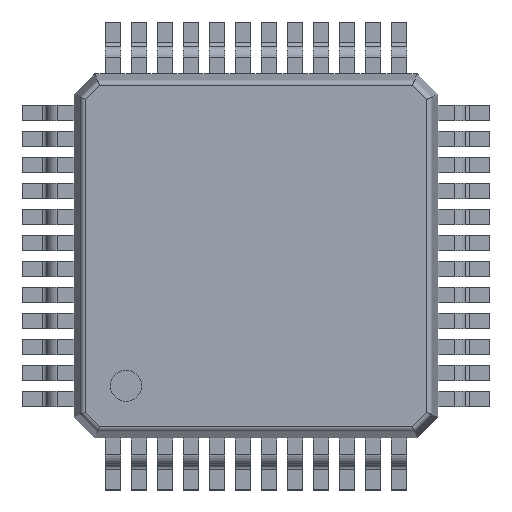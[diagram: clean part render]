
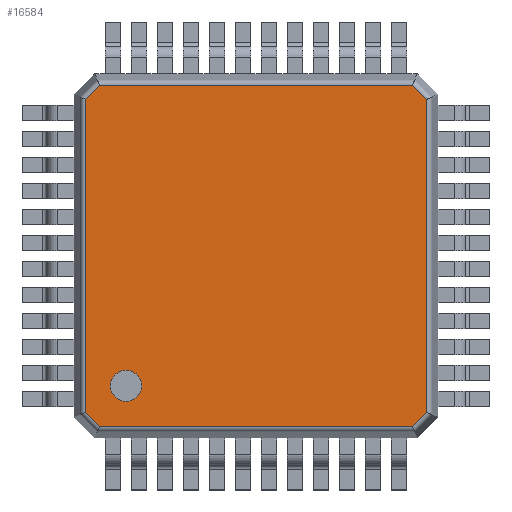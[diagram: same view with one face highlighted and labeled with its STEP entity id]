
A CAD part, top view. The second image highlights one B-rep face of the part: STEP entity #16584.
In plain terms, the highlighted planar face has unit normal (0, 0, 1).
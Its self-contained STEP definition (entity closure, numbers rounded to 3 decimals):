
#44=CARTESIAN_POINT('',(-2.5,-2.5,1.5));
#45=DIRECTION('',(0.,0.,-1.));
#46=DIRECTION('',(1.,0.,0.));
#47=AXIS2_PLACEMENT_3D('',#44,#45,#46);
#76=CARTESIAN_POINT('',(-2.5,-2.5,1.5));
#77=DIRECTION('',(0.,0.,-1.));
#78=DIRECTION('',(-1.,0.,0.));
#79=AXIS2_PLACEMENT_3D('',#76,#77,#78);
#91=DIRECTION('',(0.,-1.,0.));
#92=VECTOR('',#91,6.021);
#93=CARTESIAN_POINT('',(3.284,3.01,1.5));
#94=LINE('',#93,#92);
#98=DIRECTION('',(-0.707,-0.707,0.));
#99=VECTOR('',#98,0.386);
#100=CARTESIAN_POINT('',(3.284,-3.01,1.5));
#101=LINE('',#100,#99);
#105=DIRECTION('',(-1.,0.,0.));
#106=VECTOR('',#105,6.021);
#107=CARTESIAN_POINT('',(3.01,-3.284,1.5));
#108=LINE('',#107,#106);
#112=DIRECTION('',(-0.707,0.707,0.));
#113=VECTOR('',#112,0.386);
#114=CARTESIAN_POINT('',(-3.01,-3.284,1.5));
#115=LINE('',#114,#113);
#119=DIRECTION('',(0.,1.,0.));
#120=VECTOR('',#119,6.021);
#121=CARTESIAN_POINT('',(-3.284,-3.01,1.5));
#122=LINE('',#121,#120);
#126=DIRECTION('',(0.707,0.707,0.));
#127=VECTOR('',#126,0.386);
#128=CARTESIAN_POINT('',(-3.284,3.01,1.5));
#129=LINE('',#128,#127);
#133=DIRECTION('',(1.,0.,0.));
#134=VECTOR('',#133,6.021);
#135=CARTESIAN_POINT('',(-3.01,3.284,1.5));
#136=LINE('',#135,#134);
#140=DIRECTION('',(0.707,-0.707,0.));
#141=VECTOR('',#140,0.386);
#142=CARTESIAN_POINT('',(3.01,3.284,1.5));
#143=LINE('',#142,#141);
#184=CARTESIAN_POINT('',(3.01,-3.284,1.5));
#205=CARTESIAN_POINT('',(-3.01,-3.284,1.5));
#210=CARTESIAN_POINT('',(-3.284,-3.01,1.5));
#13999=CARTESIAN_POINT('',(-3.284,3.01,1.5));
#14020=CARTESIAN_POINT('',(-3.01,3.284,1.5));
#14759=CARTESIAN_POINT('',(3.284,3.01,1.5));
#14760=CARTESIAN_POINT('',(3.284,-3.01,1.5));
#14761=VERTEX_POINT('',#14759);
#14762=VERTEX_POINT('',#14760);
#14763=CARTESIAN_POINT('',(-2.8,-2.5,1.5));
#14764=CARTESIAN_POINT('',(-2.2,-2.5,1.5));
#14765=VERTEX_POINT('',#14763);
#14766=VERTEX_POINT('',#14764);
#14822=VERTEX_POINT('',#210);
#14823=VERTEX_POINT('',#205);
#14824=VERTEX_POINT('',#184);
#14825=VERTEX_POINT('',#13999);
#14826=VERTEX_POINT('',#14020);
#16431=CARTESIAN_POINT('',(3.01,3.284,1.5));
#16432=VERTEX_POINT('',#16431);
#16557=CARTESIAN_POINT('',(-3.5,-3.5,1.5));
#16558=DIRECTION('',(0.,0.,1.));
#16559=DIRECTION('',(1.,0.,0.));
#16560=AXIS2_PLACEMENT_3D('',#16557,#16558,#16559);
#16561=PLANE('',#16560);
#16563=ORIENTED_EDGE('',*,*,#16562,.T.);
#16565=ORIENTED_EDGE('',*,*,#16564,.T.);
#16567=ORIENTED_EDGE('',*,*,#16566,.T.);
#16569=ORIENTED_EDGE('',*,*,#16568,.T.);
#16571=ORIENTED_EDGE('',*,*,#16570,.T.);
#16573=ORIENTED_EDGE('',*,*,#16572,.T.);
#16575=ORIENTED_EDGE('',*,*,#16574,.T.);
#16577=ORIENTED_EDGE('',*,*,#16576,.T.);
#16578=EDGE_LOOP('',(#16563,#16565,#16567,#16569,#16571,#16573,#16575,#16577));
#16579=FACE_OUTER_BOUND('',#16578,.F.);
#16580=ORIENTED_EDGE('',*,*,#16538,.F.);
#16581=ORIENTED_EDGE('',*,*,#16490,.F.);
#16582=EDGE_LOOP('',(#16580,#16581));
#16583=FACE_BOUND('',#16582,.F.);
#16584=ADVANCED_FACE('',(#16579,#16583),#16561,.T.);
#48=CIRCLE('',#47,0.3);
#80=CIRCLE('',#79,0.3);
#16490=EDGE_CURVE('',#14766,#14765,#48,.T.);
#16538=EDGE_CURVE('',#14765,#14766,#80,.T.);
#16562=EDGE_CURVE('',#14761,#14762,#94,.T.);
#16564=EDGE_CURVE('',#14762,#14824,#101,.T.);
#16566=EDGE_CURVE('',#14824,#14823,#108,.T.);
#16568=EDGE_CURVE('',#14823,#14822,#115,.T.);
#16570=EDGE_CURVE('',#14822,#14825,#122,.T.);
#16572=EDGE_CURVE('',#14825,#14826,#129,.T.);
#16574=EDGE_CURVE('',#14826,#16432,#136,.T.);
#16576=EDGE_CURVE('',#16432,#14761,#143,.T.);
